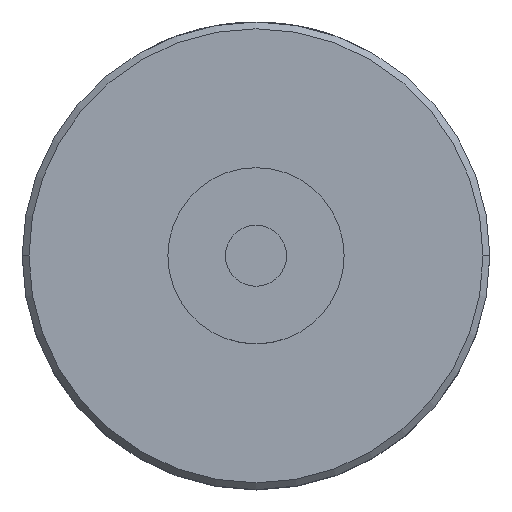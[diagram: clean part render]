
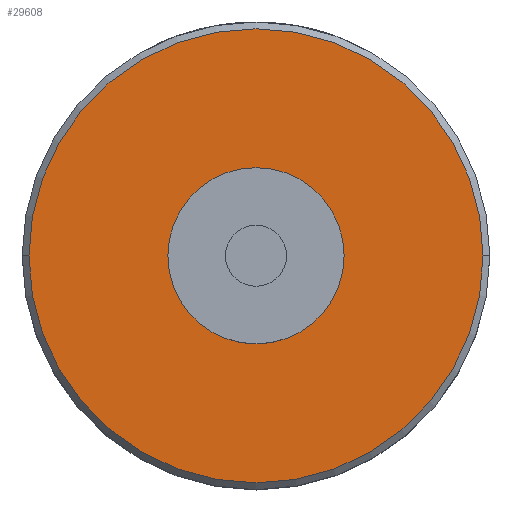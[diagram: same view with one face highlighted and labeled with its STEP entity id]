
A CAD part, top view. The second image highlights one B-rep face of the part: STEP entity #29608.
In plain terms, the highlighted planar face has unit normal (0, 0, 1).
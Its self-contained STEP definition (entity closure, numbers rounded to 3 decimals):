
#1024 = CARTESIAN_POINT ( 'NONE',  ( 33.5, 0., 33.5 ) ) ;
#1216 = FACE_BOUND ( 'NONE', #4928, .T. ) ;
#1420 = DIRECTION ( 'NONE',  ( 0., 0., 1. ) ) ;
#1541 = CARTESIAN_POINT ( 'NONE',  ( 0., 0., 33.5 ) ) ;
#2440 = EDGE_CURVE ( 'NONE', #11813, #21337, #15129, .T. ) ;
#2843 = EDGE_CURVE ( 'NONE', #13206, #9536, #9620, .T. ) ;
#2997 = AXIS2_PLACEMENT_3D ( 'NONE', #3843, #1420, #6089 ) ;
#3281 = DIRECTION ( 'NONE',  ( 0., 0., 1. ) ) ;
#3803 = DIRECTION ( 'NONE',  ( 0., 0., 1. ) ) ;
#3843 = CARTESIAN_POINT ( 'NONE',  ( 0., 0., 33.5 ) ) ;
#4152 = FACE_OUTER_BOUND ( 'NONE', #23625, .T. ) ;
#4928 = EDGE_LOOP ( 'NONE', ( #30876, #16015 ) ) ;
#6089 = DIRECTION ( 'NONE',  ( 1., 0., 0. ) ) ;
#6395 = DIRECTION ( 'NONE',  ( 1., 0., 0. ) ) ;
#7152 = CIRCLE ( 'NONE', #26428, 13. ) ;
#8170 = DIRECTION ( 'NONE',  ( 0., 0., 1. ) ) ;
#8384 = DIRECTION ( 'NONE',  ( 1., 0., 0. ) ) ;
#9536 = VERTEX_POINT ( 'NONE', #1024 ) ;
#9620 = CIRCLE ( 'NONE', #16775, 33.5 ) ;
#11813 = VERTEX_POINT ( 'NONE', #17758 ) ;
#12190 = EDGE_CURVE ( 'NONE', #21337, #11813, #7152, .T. ) ;
#13206 = VERTEX_POINT ( 'NONE', #21082 ) ;
#15129 = CIRCLE ( 'NONE', #2997, 13. ) ;
#16015 = ORIENTED_EDGE ( 'NONE', *, *, #2440, .F. ) ;
#16775 = AXIS2_PLACEMENT_3D ( 'NONE', #26916, #3281, #22593 ) ;
#17758 = CARTESIAN_POINT ( 'NONE',  ( 13., 0., 33.5 ) ) ;
#19230 = DIRECTION ( 'NONE',  ( 0., 0., 1. ) ) ;
#19791 = AXIS2_PLACEMENT_3D ( 'NONE', #1541, #3803, #6395 ) ;
#21082 = CARTESIAN_POINT ( 'NONE',  ( -33.5, 0., 33.5 ) ) ;
#21337 = VERTEX_POINT ( 'NONE', #29835 ) ;
#21430 = DIRECTION ( 'NONE',  ( 1., 0., 0. ) ) ;
#22459 = EDGE_CURVE ( 'NONE', #9536, #13206, #33089, .T. ) ;
#22593 = DIRECTION ( 'NONE',  ( 1., 0., 0. ) ) ;
#23625 = EDGE_LOOP ( 'NONE', ( #33925, #23733 ) ) ;
#23733 = ORIENTED_EDGE ( 'NONE', *, *, #22459, .T. ) ;
#23918 = CARTESIAN_POINT ( 'NONE',  ( 0., 0., 33.5 ) ) ;
#24550 = CARTESIAN_POINT ( 'NONE',  ( 0., 0., 33.5 ) ) ;
#26428 = AXIS2_PLACEMENT_3D ( 'NONE', #24550, #8170, #21430 ) ;
#26916 = CARTESIAN_POINT ( 'NONE',  ( 0., 0., 33.5 ) ) ;
#27029 = AXIS2_PLACEMENT_3D ( 'NONE', #23918, #19230, #8384 ) ;
#29608 = ADVANCED_FACE ( 'NONE', ( #1216, #4152 ), #33306, .T. ) ;
#29835 = CARTESIAN_POINT ( 'NONE',  ( -13., 0., 33.5 ) ) ;
#30876 = ORIENTED_EDGE ( 'NONE', *, *, #12190, .F. ) ;
#33089 = CIRCLE ( 'NONE', #27029, 33.5 ) ;
#33306 = PLANE ( 'NONE',  #19791 ) ;
#33925 = ORIENTED_EDGE ( 'NONE', *, *, #2843, .T. ) ;
